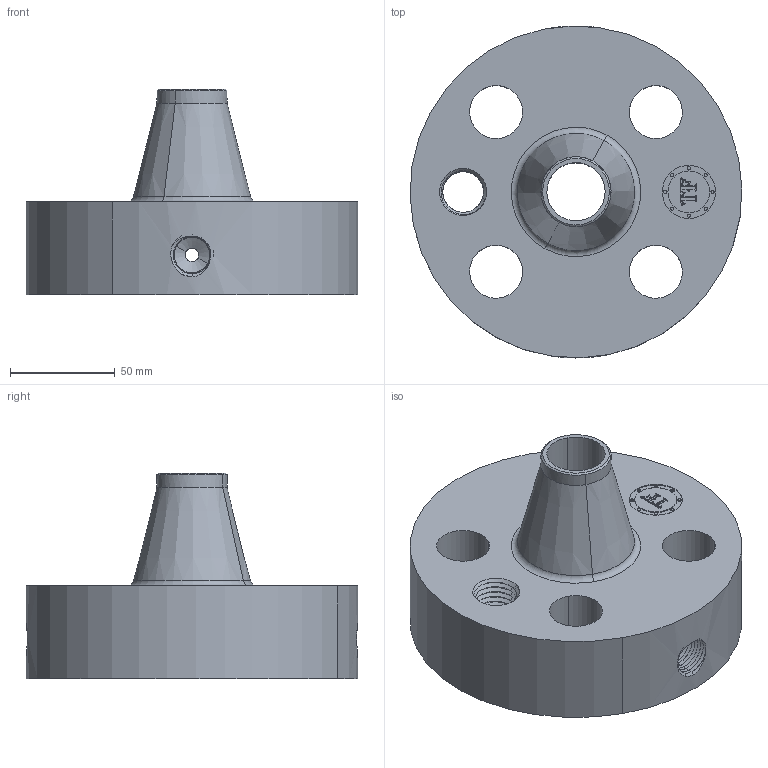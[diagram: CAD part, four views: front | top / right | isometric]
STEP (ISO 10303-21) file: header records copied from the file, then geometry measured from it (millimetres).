
FILE_DESCRIPTION(('3D STEP'),'2;1');
FILE_NAME('1-2500-RTJ-WELD-NECK-10-ORIF-FLANGE.stp','2013-11-04T01:56:11+00:00',('Texas Flange'),(''),'CATIA Version 5 Release 20 SP 6 (IN-10)','CATIA V5 STEP AP214','800-826-3801');
FILE_SCHEMA(('AUTOMOTIVE_DESIGN { 1 0 10303 214 1 1 1 1 }'));
Length unit declared in the file: inch
Products named in the file (1): 1-2500-RTJ-WELD-NECK-10-ORIF-FLANGE
Bounding box: 158.71 x 158.75 x 98.3 mm (x, y, z)
Volume: 775901.7 mm3; surface area: 96083.9 mm2
Topology: 1 solids, 1 shells, 773 faces, 2094 edges, 1343 vertices
Faces by surface type: plane 370, bspline 254, cylinder 85, cone 54, torus 6, revolution 4
Entity records: 32544 total; most frequent: CARTESIAN_POINT 13394, ORIENTED_EDGE 4188, EDGE_CURVE 2094, DIRECTION 2057, VERTEX_POINT 1343, VECTOR 1178, LINE 1178, B_SPLINE_CURVE_WITH_KNOTS 809
